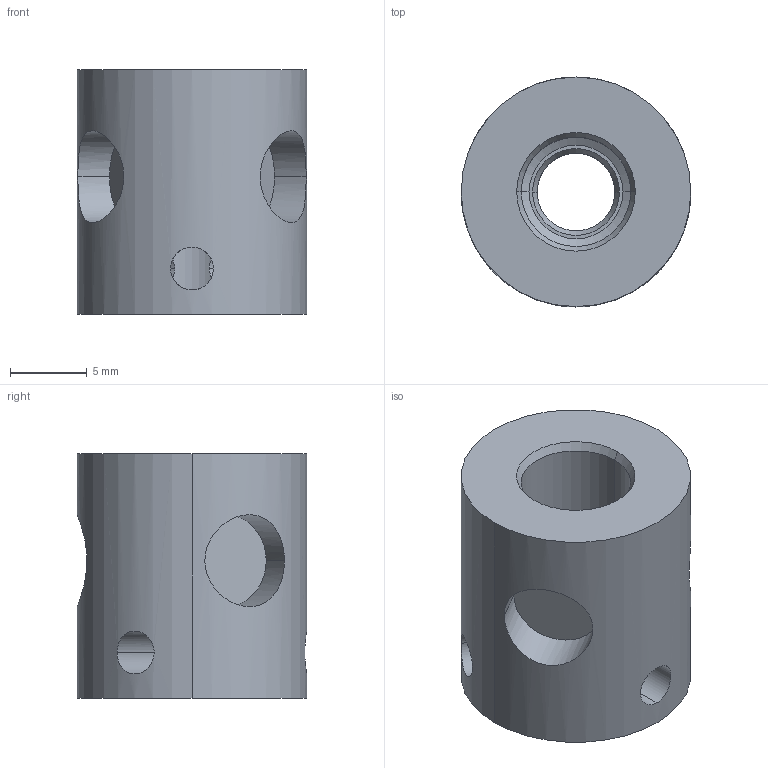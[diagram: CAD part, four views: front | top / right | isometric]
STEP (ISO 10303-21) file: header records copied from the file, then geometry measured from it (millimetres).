
FILE_DESCRIPTION (( 'STEP AP203' ), '1' );
FILE_NAME ('Juki_holder.STEP', '2020-06-08T09:17:12', ( '' ), ( '' ), 'SwSTEP 2.0', 'Freecad', '' );
FILE_SCHEMA (( 'CONFIG_CONTROL_DESIGN' ));
Length unit declared in the file: millimetre
Products named in the file (1): Juki_holder
Bounding box: 15 x 15 x 16 mm (x, y, z)
Volume: 2007.5 mm3; surface area: 1605.1 mm2
Topology: 1 solids, 1 shells, 32 faces, 76 edges, 48 vertices
Faces by surface type: cylinder 18, cone 8, plane 6
Entity records: 1441 total; most frequent: CARTESIAN_POINT 627, ORIENTED_EDGE 152, DIRECTION 146, EDGE_CURVE 76, AXIS2_PLACEMENT_3D 59, VERTEX_POINT 48, EDGE_LOOP 42, ADVANCED_FACE 32
